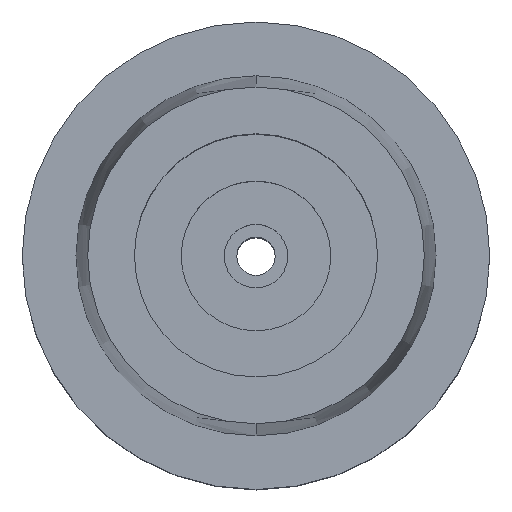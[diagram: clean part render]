
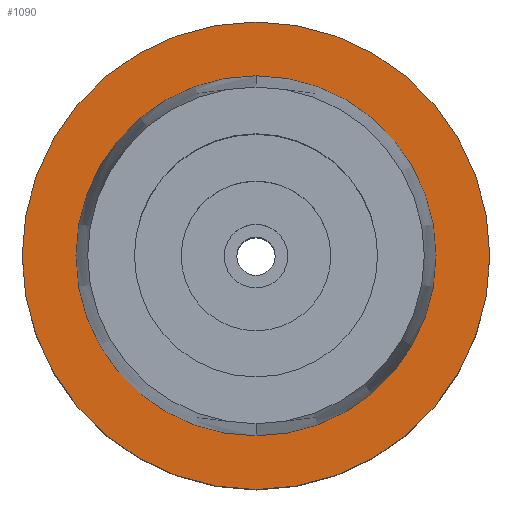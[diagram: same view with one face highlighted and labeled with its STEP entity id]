
A CAD part, top view. The second image highlights one B-rep face of the part: STEP entity #1090.
In plain terms, the highlighted planar face has unit normal (0, 0, 1).
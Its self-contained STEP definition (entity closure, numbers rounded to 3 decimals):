
#34 = CARTESIAN_POINT ( 'NONE',  ( 0., 0., 0. ) ) ;
#36 = AXIS2_PLACEMENT_3D ( 'NONE', #2045, #1623, #1231 ) ;
#93 = AXIS2_PLACEMENT_3D ( 'NONE', #34, #1899, #1088 ) ;
#179 = ORIENTED_EDGE ( 'NONE', *, *, #1084, .F. ) ;
#213 = DIRECTION ( 'NONE',  ( 0., 0., -1. ) ) ;
#223 = EDGE_CURVE ( 'NONE', #284, #663, #2364, .T. ) ;
#284 = VERTEX_POINT ( 'NONE', #1404 ) ;
#350 = ORIENTED_EDGE ( 'NONE', *, *, #223, .F. ) ;
#361 = DIRECTION ( 'NONE',  ( 0., 0., 1. ) ) ;
#443 = CARTESIAN_POINT ( 'NONE',  ( 0., 0., 0. ) ) ;
#620 = EDGE_CURVE ( 'NONE', #2376, #751, #1004, .T. ) ;
#663 = VERTEX_POINT ( 'NONE', #1063 ) ;
#678 = CARTESIAN_POINT ( 'NONE',  ( 0., -25., 0. ) ) ;
#690 = AXIS2_PLACEMENT_3D ( 'NONE', #752, #361, #977 ) ;
#751 = VERTEX_POINT ( 'NONE', #1969 ) ;
#752 = CARTESIAN_POINT ( 'NONE',  ( 0., 0., 0. ) ) ;
#777 = EDGE_LOOP ( 'NONE', ( #1749, #350 ) ) ;
#977 = DIRECTION ( 'NONE',  ( 0., -1., 0. ) ) ;
#1004 = CIRCLE ( 'NONE', #36, 25. ) ;
#1063 = CARTESIAN_POINT ( 'NONE',  ( 0., 19.25, 0. ) ) ;
#1072 = CARTESIAN_POINT ( 'NONE',  ( 0., 0., 0. ) ) ;
#1084 = EDGE_CURVE ( 'NONE', #751, #2376, #2573, .T. ) ;
#1088 = DIRECTION ( 'NONE',  ( 0., 1., 0. ) ) ;
#1090 = ADVANCED_FACE ( 'NONE', ( #2314, #1895 ), #1489, .T. ) ;
#1231 = DIRECTION ( 'NONE',  ( 0., -1., 0. ) ) ;
#1290 = DIRECTION ( 'NONE',  ( 0., 0., 1. ) ) ;
#1404 = CARTESIAN_POINT ( 'NONE',  ( 0., -19.25, 0. ) ) ;
#1489 = PLANE ( 'NONE',  #1578 ) ;
#1492 = AXIS2_PLACEMENT_3D ( 'NONE', #1072, #213, #1673 ) ;
#1578 = AXIS2_PLACEMENT_3D ( 'NONE', #443, #1290, #1849 ) ;
#1623 = DIRECTION ( 'NONE',  ( 0., 0., -1. ) ) ;
#1673 = DIRECTION ( 'NONE',  ( 0., 1., 0. ) ) ;
#1710 = CIRCLE ( 'NONE', #93, 19.25 ) ;
#1741 = EDGE_CURVE ( 'NONE', #663, #284, #1710, .T. ) ;
#1749 = ORIENTED_EDGE ( 'NONE', *, *, #1741, .F. ) ;
#1849 = DIRECTION ( 'NONE',  ( 1., 0., 0. ) ) ;
#1895 = FACE_BOUND ( 'NONE', #777, .T. ) ;
#1899 = DIRECTION ( 'NONE',  ( 0., 0., 1. ) ) ;
#1969 = CARTESIAN_POINT ( 'NONE',  ( 0., 25., 0. ) ) ;
#1995 = ORIENTED_EDGE ( 'NONE', *, *, #620, .F. ) ;
#2045 = CARTESIAN_POINT ( 'NONE',  ( 0., 0., 0. ) ) ;
#2314 = FACE_OUTER_BOUND ( 'NONE', #2596, .T. ) ;
#2364 = CIRCLE ( 'NONE', #690, 19.25 ) ;
#2376 = VERTEX_POINT ( 'NONE', #678 ) ;
#2573 = CIRCLE ( 'NONE', #1492, 25. ) ;
#2596 = EDGE_LOOP ( 'NONE', ( #179, #1995 ) ) ;
